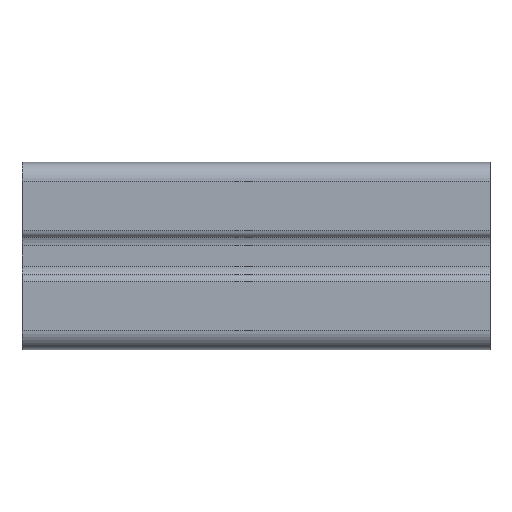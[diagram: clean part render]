
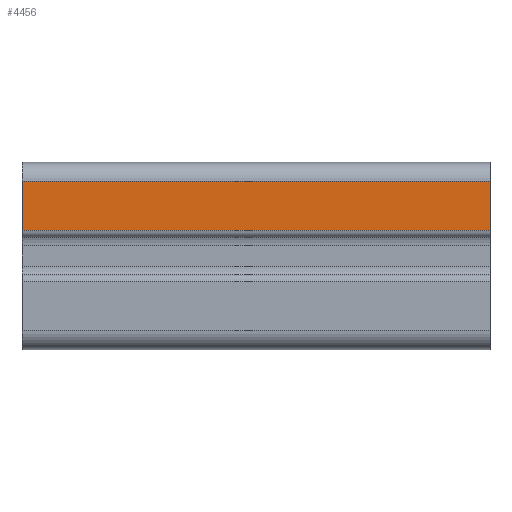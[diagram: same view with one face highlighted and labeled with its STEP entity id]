
A CAD part, left-side view. The second image highlights one B-rep face of the part: STEP entity #4456.
In plain terms, the highlighted planar face has unit normal (-1, 0, 0).
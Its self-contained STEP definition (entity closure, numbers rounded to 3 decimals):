
#331=FACE_OUTER_BOUND('',#567,.T.);
#567=EDGE_LOOP('',(#3728,#3729,#3730,#3731));
#675=LINE('',#6597,#1084);
#959=LINE('',#7542,#1368);
#960=LINE('',#7545,#1369);
#961=LINE('',#7546,#1370);
#1084=VECTOR('',#5163,10.);
#1368=VECTOR('',#6153,1.);
#1369=VECTOR('',#6156,1.);
#1370=VECTOR('',#6157,1.);
#1803=VERTEX_POINT('',#6594);
#1804=VERTEX_POINT('',#6596);
#2112=VERTEX_POINT('',#7540);
#2113=VERTEX_POINT('',#7544);
#2253=EDGE_CURVE('',#1803,#1804,#675,.T.);
#2726=EDGE_CURVE('',#1803,#2112,#959,.T.);
#2727=EDGE_CURVE('',#2112,#2113,#960,.T.);
#2728=EDGE_CURVE('',#1804,#2113,#961,.T.);
#3728=ORIENTED_EDGE('',*,*,#2726,.T.);
#3729=ORIENTED_EDGE('',*,*,#2727,.T.);
#3730=ORIENTED_EDGE('',*,*,#2728,.F.);
#3731=ORIENTED_EDGE('',*,*,#2253,.F.);
#4262=PLANE('',#4939);
#4456=ADVANCED_FACE('',(#331),#4262,.T.);
#4939=AXIS2_PLACEMENT_3D('',#7543,#6154,#6155);
#5163=DIRECTION('',(0.,0.,1.));
#6153=DIRECTION('',(0.,-1.,0.));
#6154=DIRECTION('center_axis',(-1.,0.,0.));
#6155=DIRECTION('ref_axis',(0.,0.,-1.));
#6156=DIRECTION('',(0.,0.,1.));
#6157=DIRECTION('',(0.,-1.,0.));
#6594=CARTESIAN_POINT('',(-20.,50.,5.5));
#6596=CARTESIAN_POINT('',(-20.,50.,16.));
#6597=CARTESIAN_POINT('',(-20.,50.,5.5));
#7540=CARTESIAN_POINT('',(-20.,-50.,5.5));
#7542=CARTESIAN_POINT('',(-20.,50.5,5.5));
#7543=CARTESIAN_POINT('Origin',(-20.,50.,0.));
#7544=CARTESIAN_POINT('',(-20.,-50.,16.));
#7545=CARTESIAN_POINT('',(-20.,-50.,16.));
#7546=CARTESIAN_POINT('',(-20.,50.,16.));
